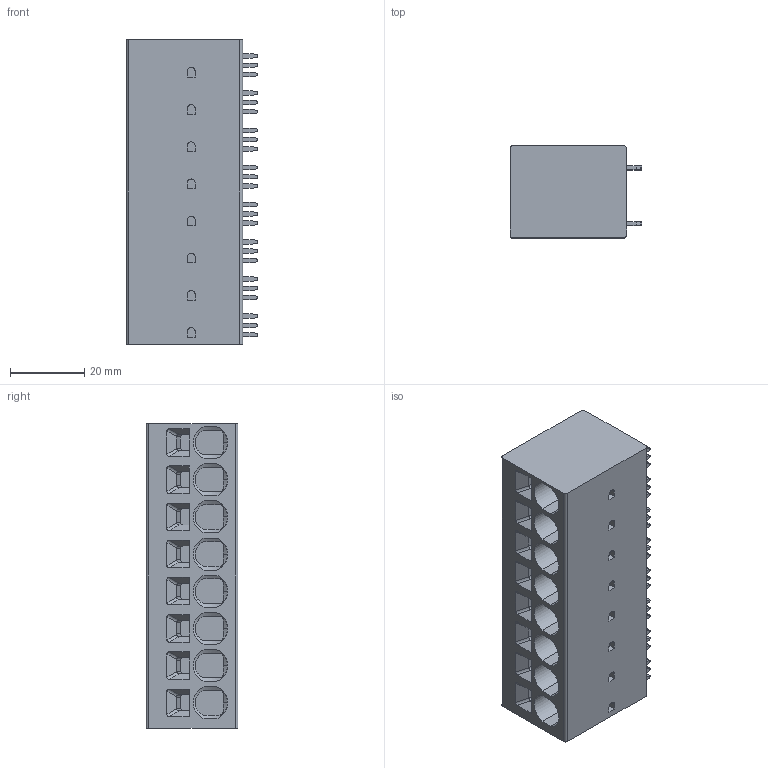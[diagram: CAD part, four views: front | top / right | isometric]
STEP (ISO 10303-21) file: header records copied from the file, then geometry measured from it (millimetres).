
FILE_DESCRIPTION((''),'2;1');
FILE_NAME('TLM-704V','2024-09-21T',('sj'),(''),'PRO/ENGINEER BY PARAMETRIC TECHNOLOGY CORPORATION, 2013240','PRO/ENGINEER BY PARAMETRIC TECHNOLOGY CORPORATION, 2013240','');
FILE_SCHEMA(('AUTOMOTIVE_DESIGN_CC2 { 1 2 10303 214 -1 1 5 2 }'));
Length unit declared in the file: millimetre
Products named in the file (1): TLM-704V
Bounding box: 35.4 x 24.7 x 81.8 mm (x, y, z)
Volume: 57633.1 mm3; surface area: 14322.6 mm2
Topology: 1 solids, 1 shells, 610 faces, 1576 edges, 1040 vertices
Faces by surface type: plane 462, cylinder 132, cone 16
Entity records: 18803 total; most frequent: CARTESIAN_POINT 3937, ORIENTED_EDGE 3152, DIRECTION 2868, EDGE_CURVE 1576, VECTOR 1216, LINE 1216, VERTEX_POINT 1040, AXIS2_PLACEMENT_3D 826
